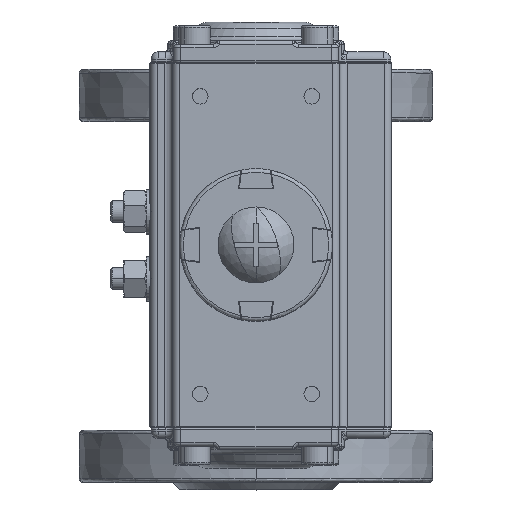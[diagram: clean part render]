
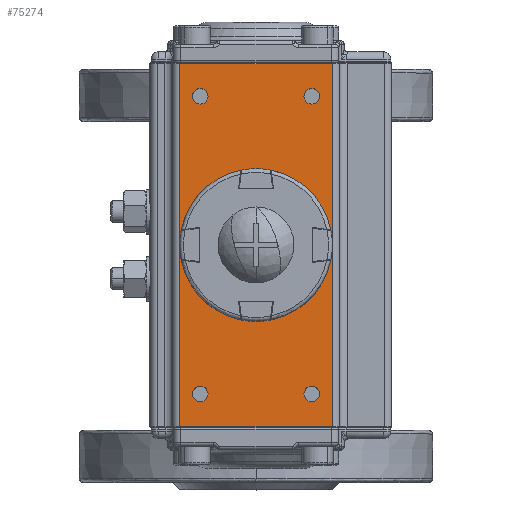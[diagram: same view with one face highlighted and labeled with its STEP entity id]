
A CAD part, top view. The second image highlights one B-rep face of the part: STEP entity #75274.
In plain terms, the highlighted planar face has unit normal (0, 0, 1).
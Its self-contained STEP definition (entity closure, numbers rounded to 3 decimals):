
#75135=CARTESIAN_POINT('',(22.5,-49.,156.));
#75136=DIRECTION('',(0.,0.,-1.));
#75137=DIRECTION('',(1.,-0.,0.));
#75138=AXIS2_PLACEMENT_3D('',#75135,#75136,#75137);
#75139=PLANE('',#75138);
#75140=CARTESIAN_POINT('',(-15.,37.9,156.));
#75141=VERTEX_POINT('',#75140);
#75142=CARTESIAN_POINT('',(-15.,42.1,156.));
#75143=VERTEX_POINT('',#75142);
#75144=CARTESIAN_POINT('',(-15.,40.,156.));
#75145=DIRECTION('',(0.,-0.,1.));
#75146=DIRECTION('',(0.,-1.,-0.));
#75147=AXIS2_PLACEMENT_3D('',#75144,#75145,#75146);
#75148=CIRCLE('',#75147,2.1);
#75149=EDGE_CURVE('NONE',#75141,#75143,#75148,.T.);
#75150=ORIENTED_EDGE('',*,*,#75149,.F.);
#75151=CARTESIAN_POINT('',(-15.,40.,156.));
#75152=DIRECTION('',(0.,-0.,1.));
#75153=DIRECTION('',(0.,-1.,-0.));
#75154=AXIS2_PLACEMENT_3D('',#75151,#75152,#75153);
#75155=CIRCLE('',#75154,2.1);
#75156=EDGE_CURVE('NONE',#75143,#75141,#75155,.T.);
#75157=ORIENTED_EDGE('',*,*,#75156,.F.);
#75158=EDGE_LOOP('',(#75150,#75157));
#75159=FACE_BOUND('',#75158,.T.);
#75160=CARTESIAN_POINT('',(15.,37.9,156.));
#75161=VERTEX_POINT('',#75160);
#75162=CARTESIAN_POINT('',(15.,42.1,156.));
#75163=VERTEX_POINT('',#75162);
#75164=CARTESIAN_POINT('',(15.,40.,156.));
#75165=DIRECTION('',(0.,-0.,1.));
#75166=DIRECTION('',(0.,-1.,-0.));
#75167=AXIS2_PLACEMENT_3D('',#75164,#75165,#75166);
#75168=CIRCLE('',#75167,2.1);
#75169=EDGE_CURVE('NONE',#75161,#75163,#75168,.T.);
#75170=ORIENTED_EDGE('',*,*,#75169,.F.);
#75171=CARTESIAN_POINT('',(15.,40.,156.));
#75172=DIRECTION('',(0.,-0.,1.));
#75173=DIRECTION('',(0.,-1.,-0.));
#75174=AXIS2_PLACEMENT_3D('',#75171,#75172,#75173);
#75175=CIRCLE('',#75174,2.1);
#75176=EDGE_CURVE('NONE',#75163,#75161,#75175,.T.);
#75177=ORIENTED_EDGE('',*,*,#75176,.F.);
#75178=EDGE_LOOP('',(#75170,#75177));
#75179=FACE_BOUND('',#75178,.T.);
#75180=CARTESIAN_POINT('',(15.,-42.1,156.));
#75181=VERTEX_POINT('',#75180);
#75182=CARTESIAN_POINT('',(15.,-37.9,156.));
#75183=VERTEX_POINT('',#75182);
#75184=CARTESIAN_POINT('',(15.,-40.,156.));
#75185=DIRECTION('',(0.,-0.,1.));
#75186=DIRECTION('',(0.,-1.,-0.));
#75187=AXIS2_PLACEMENT_3D('',#75184,#75185,#75186);
#75188=CIRCLE('',#75187,2.1);
#75189=EDGE_CURVE('NONE',#75181,#75183,#75188,.T.);
#75190=ORIENTED_EDGE('',*,*,#75189,.F.);
#75191=CARTESIAN_POINT('',(15.,-40.,156.));
#75192=DIRECTION('',(0.,-0.,1.));
#75193=DIRECTION('',(0.,-1.,-0.));
#75194=AXIS2_PLACEMENT_3D('',#75191,#75192,#75193);
#75195=CIRCLE('',#75194,2.1);
#75196=EDGE_CURVE('NONE',#75183,#75181,#75195,.T.);
#75197=ORIENTED_EDGE('',*,*,#75196,.F.);
#75198=EDGE_LOOP('',(#75190,#75197));
#75199=FACE_BOUND('',#75198,.T.);
#75200=CARTESIAN_POINT('',(-15.,-42.1,156.));
#75201=VERTEX_POINT('',#75200);
#75202=CARTESIAN_POINT('',(-15.,-37.9,156.));
#75203=VERTEX_POINT('',#75202);
#75204=CARTESIAN_POINT('',(-15.,-40.,156.));
#75205=DIRECTION('',(0.,-0.,1.));
#75206=DIRECTION('',(0.,-1.,-0.));
#75207=AXIS2_PLACEMENT_3D('',#75204,#75205,#75206);
#75208=CIRCLE('',#75207,2.1);
#75209=EDGE_CURVE('NONE',#75201,#75203,#75208,.T.);
#75210=ORIENTED_EDGE('',*,*,#75209,.F.);
#75211=CARTESIAN_POINT('',(-15.,-40.,156.));
#75212=DIRECTION('',(0.,-0.,1.));
#75213=DIRECTION('',(0.,-1.,-0.));
#75214=AXIS2_PLACEMENT_3D('',#75211,#75212,#75213);
#75215=CIRCLE('',#75214,2.1);
#75216=EDGE_CURVE('NONE',#75203,#75201,#75215,.T.);
#75217=ORIENTED_EDGE('',*,*,#75216,.F.);
#75218=EDGE_LOOP('',(#75210,#75217));
#75219=FACE_BOUND('',#75218,.T.);
#75220=CARTESIAN_POINT('',(-20.5,48.8,156.));
#75221=VERTEX_POINT('',#75220);
#75222=CARTESIAN_POINT('',(-20.5,-48.8,156.));
#75223=VERTEX_POINT('',#75222);
#75224=CARTESIAN_POINT('',(-20.5,48.8,156.));
#75225=DIRECTION('',(0.,-1.,-0.));
#75226=VECTOR('',#75225,97.6);
#75227=LINE('',#75224,#75226);
#75228=EDGE_CURVE('',#75221,#75223,#75227,.T.);
#75229=ORIENTED_EDGE('',*,*,#75228,.T.);
#75230=CARTESIAN_POINT('',(20.5,-48.8,156.));
#75231=VERTEX_POINT('',#75230);
#75232=CARTESIAN_POINT('',(-20.5,-48.8,156.));
#75233=DIRECTION('',(1.,-0.,0.));
#75234=VECTOR('',#75233,41.);
#75235=LINE('',#75232,#75234);
#75236=EDGE_CURVE('',#75223,#75231,#75235,.T.);
#75237=ORIENTED_EDGE('',*,*,#75236,.T.);
#75238=CARTESIAN_POINT('',(20.5,48.8,156.));
#75239=VERTEX_POINT('',#75238);
#75240=CARTESIAN_POINT('',(20.5,-48.8,156.));
#75241=DIRECTION('',(-0.,1.,0.));
#75242=VECTOR('',#75241,97.6);
#75243=LINE('',#75240,#75242);
#75244=EDGE_CURVE('',#75231,#75239,#75243,.T.);
#75245=ORIENTED_EDGE('',*,*,#75244,.T.);
#75246=CARTESIAN_POINT('',(20.5,48.8,156.));
#75247=DIRECTION('',(-1.,0.,-0.));
#75248=VECTOR('',#75247,41.);
#75249=LINE('',#75246,#75248);
#75250=EDGE_CURVE('',#75239,#75221,#75249,.T.);
#75251=ORIENTED_EDGE('',*,*,#75250,.T.);
#75252=EDGE_LOOP('',(#75229,#75237,#75245,#75251));
#75253=FACE_BOUND('',#75252,.T.);
#75254=CARTESIAN_POINT('',(0.,7.,156.));
#75255=VERTEX_POINT('',#75254);
#75256=CARTESIAN_POINT('',(0.,-7.,156.));
#75257=VERTEX_POINT('',#75256);
#75258=CARTESIAN_POINT('',(0.,0.,156.));
#75259=DIRECTION('',(0.,0.,-1.));
#75260=DIRECTION('',(0.,1.,0.));
#75261=AXIS2_PLACEMENT_3D('',#75258,#75259,#75260);
#75262=CIRCLE('',#75261,7.);
#75263=EDGE_CURVE('',#75255,#75257,#75262,.T.);
#75264=ORIENTED_EDGE('',*,*,#75263,.T.);
#75265=CARTESIAN_POINT('',(0.,0.,156.));
#75266=DIRECTION('',(0.,0.,-1.));
#75267=DIRECTION('',(0.,1.,0.));
#75268=AXIS2_PLACEMENT_3D('',#75265,#75266,#75267);
#75269=CIRCLE('',#75268,7.);
#75270=EDGE_CURVE('',#75257,#75255,#75269,.T.);
#75271=ORIENTED_EDGE('',*,*,#75270,.T.);
#75272=EDGE_LOOP('',(#75264,#75271));
#75273=FACE_BOUND('',#75272,.T.);
#75274=ADVANCED_FACE('',(#75159,#75179,#75199,#75219,#75253,#75273),#75139,.F.);
